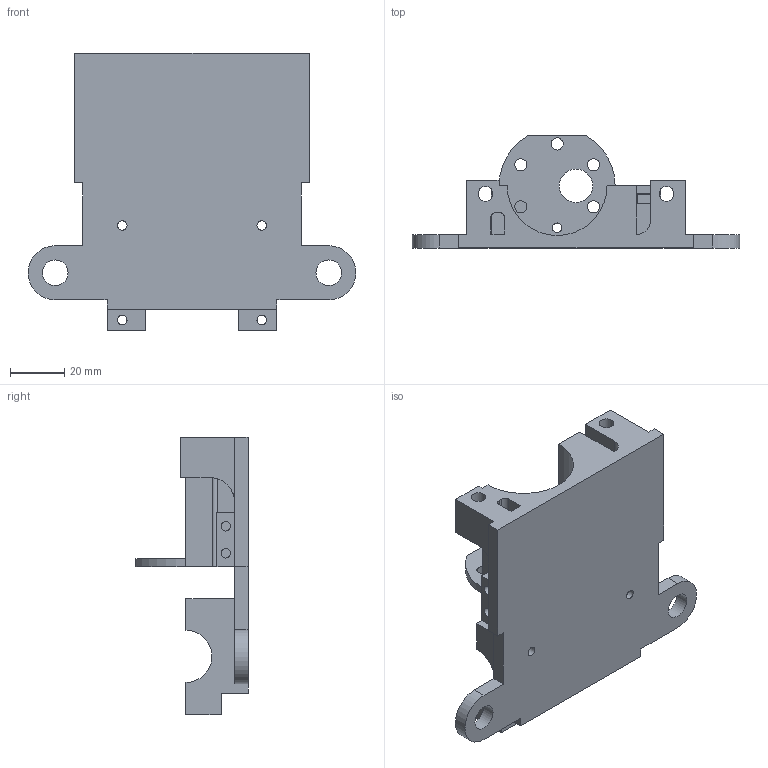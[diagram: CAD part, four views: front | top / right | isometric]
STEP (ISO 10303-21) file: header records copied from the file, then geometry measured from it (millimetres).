
FILE_DESCRIPTION(/* description */ (''),/* implementation_level */ '2;1');
FILE_NAME(/* name */ 'ADM_BASE1.stp',/* time_stamp */ '2024-10-18T17:59:08-05:00',/* author */ ('yulio'),/* organization */ (''),/* preprocessor_version */ 'ST-DEVELOPER v20',/* originating_system */ 'Autodesk Inventor 2024',/* authorisation */ '');
FILE_SCHEMA (('AUTOMOTIVE_DESIGN { 1 0 10303 214 3 1 1 }'));
Length unit declared in the file: millimetre
Products named in the file (1): Base
Bounding box: 121.3 x 41.5 x 102.8 mm (x, y, z)
Volume: 81320.8 mm3; surface area: 35852.3 mm2
Topology: 1 solids, 1 shells, 161 faces, 442 edges, 292 vertices
Faces by surface type: plane 118, cylinder 43
Full cylindrical faces by diameter (mm): 3.5 x15, 4.5 x5, 5.5 x4, 9.5 x2, 12.4 x1
Entity records: 5405 total; most frequent: CARTESIAN_POINT 914, ORIENTED_EDGE 884, DIRECTION 849, EDGE_CURVE 442, LINE 355, VECTOR 355, VERTEX_POINT 292, AXIS2_PLACEMENT_3D 247
